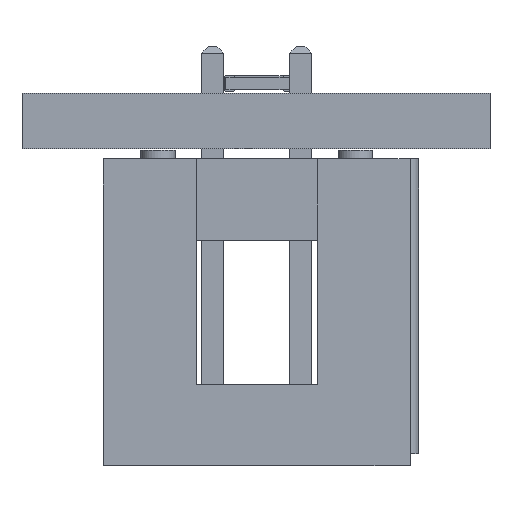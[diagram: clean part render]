
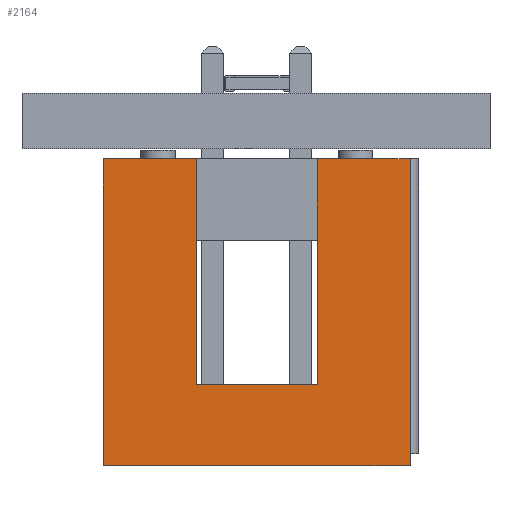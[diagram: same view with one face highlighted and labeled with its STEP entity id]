
A CAD part, front view. The second image highlights one B-rep face of the part: STEP entity #2164.
In plain terms, the highlighted face is planar.
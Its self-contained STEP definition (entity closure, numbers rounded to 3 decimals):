
#1941 = EDGE_CURVE('',#1942,#1944,#1946,.T.);
#1942 = VERTEX_POINT('',#1943);
#1943 = CARTESIAN_POINT('',(-3.155,5.1,0.25));
#1944 = VERTEX_POINT('',#1945);
#1945 = CARTESIAN_POINT('',(-3.155,5.1,9.1));
#1946 = SURFACE_CURVE('',#1947,(#1951,#1963),.PCURVE_S1.);
#1947 = LINE('',#1948,#1949);
#1948 = CARTESIAN_POINT('',(-3.155,5.1,0.25));
#1949 = VECTOR('',#1950,1.);
#1950 = DIRECTION('',(0.,0.,1.));
#1951 = PCURVE('',#1952,#1957);
#1952 = PLANE('',#1953);
#1953 = AXIS2_PLACEMENT_3D('',#1954,#1955,#1956);
#1954 = CARTESIAN_POINT('',(-3.155,-2.54,4.675));
#1955 = DIRECTION('',(-1.,-0.,-0.));
#1956 = DIRECTION('',(0.,0.,-1.));
#1957 = DEFINITIONAL_REPRESENTATION('',(#1958),#1962);
#1958 = LINE('',#1959,#1960);
#1959 = CARTESIAN_POINT('',(4.425,-7.64));
#1960 = VECTOR('',#1961,1.);
#1961 = DIRECTION('',(-1.,0.));
#1962 = ( GEOMETRIC_REPRESENTATION_CONTEXT(2) 
PARAMETRIC_REPRESENTATION_CONTEXT() REPRESENTATION_CONTEXT('2D SPACE',''
  ) );
#1963 = PCURVE('',#1964,#1969);
#1964 = PLANE('',#1965);
#1965 = AXIS2_PLACEMENT_3D('',#1966,#1967,#1968);
#1966 = CARTESIAN_POINT('',(1.27,5.1,4.675));
#1967 = DIRECTION('',(0.,1.,0.));
#1968 = DIRECTION('',(0.,-0.,1.));
#1969 = DEFINITIONAL_REPRESENTATION('',(#1970),#1974);
#1970 = LINE('',#1971,#1972);
#1971 = CARTESIAN_POINT('',(-4.425,-4.425));
#1972 = VECTOR('',#1973,1.);
#1973 = DIRECTION('',(1.,0.));
#1974 = ( GEOMETRIC_REPRESENTATION_CONTEXT(2) 
PARAMETRIC_REPRESENTATION_CONTEXT() REPRESENTATION_CONTEXT('2D SPACE',''
  ) );
#1992 = PLANE('',#1993);
#1993 = AXIS2_PLACEMENT_3D('',#1994,#1995,#1996);
#1994 = CARTESIAN_POINT('',(1.328,-2.54,0.25));
#1995 = DIRECTION('',(-0.,-0.,-1.));
#1996 = DIRECTION('',(-1.,0.,0.));
#2048 = PLANE('',#2049);
#2049 = AXIS2_PLACEMENT_3D('',#2050,#2051,#2052);
#2050 = CARTESIAN_POINT('',(1.27,-2.54,9.1));
#2051 = DIRECTION('',(0.,0.,1.));
#2052 = DIRECTION('',(0.,1.,0.));
#2164 = ADVANCED_FACE('',(#2165),#1964,.T.);
#2165 = FACE_BOUND('',#2166,.T.);
#2166 = EDGE_LOOP('',(#2167,#2197,#2220,#2248,#2276,#2304,#2325,#2326));
#2167 = ORIENTED_EDGE('',*,*,#2168,.F.);
#2168 = EDGE_CURVE('',#2169,#2171,#2173,.T.);
#2169 = VERTEX_POINT('',#2170);
#2170 = CARTESIAN_POINT('',(5.695,5.1,0.25));
#2171 = VERTEX_POINT('',#2172);
#2172 = CARTESIAN_POINT('',(5.695,5.1,9.1));
#2173 = SURFACE_CURVE('',#2174,(#2178,#2185),.PCURVE_S1.);
#2174 = LINE('',#2175,#2176);
#2175 = CARTESIAN_POINT('',(5.695,5.1,0.25));
#2176 = VECTOR('',#2177,1.);
#2177 = DIRECTION('',(0.,0.,1.));
#2178 = PCURVE('',#1964,#2179);
#2179 = DEFINITIONAL_REPRESENTATION('',(#2180),#2184);
#2180 = LINE('',#2181,#2182);
#2181 = CARTESIAN_POINT('',(-4.425,4.425));
#2182 = VECTOR('',#2183,1.);
#2183 = DIRECTION('',(1.,0.));
#2184 = ( GEOMETRIC_REPRESENTATION_CONTEXT(2) 
PARAMETRIC_REPRESENTATION_CONTEXT() REPRESENTATION_CONTEXT('2D SPACE',''
  ) );
#2185 = PCURVE('',#2186,#2191);
#2186 = PLANE('',#2187);
#2187 = AXIS2_PLACEMENT_3D('',#2188,#2189,#2190);
#2188 = CARTESIAN_POINT('',(5.695,-2.54,4.675));
#2189 = DIRECTION('',(1.,0.,0.));
#2190 = DIRECTION('',(0.,0.,1.));
#2191 = DEFINITIONAL_REPRESENTATION('',(#2192),#2196);
#2192 = LINE('',#2193,#2194);
#2193 = CARTESIAN_POINT('',(-4.425,-7.64));
#2194 = VECTOR('',#2195,1.);
#2195 = DIRECTION('',(1.,0.));
#2196 = ( GEOMETRIC_REPRESENTATION_CONTEXT(2) 
PARAMETRIC_REPRESENTATION_CONTEXT() REPRESENTATION_CONTEXT('2D SPACE',''
  ) );
#2197 = ORIENTED_EDGE('',*,*,#2198,.T.);
#2198 = EDGE_CURVE('',#2169,#2199,#2201,.T.);
#2199 = VERTEX_POINT('',#2200);
#2200 = CARTESIAN_POINT('',(3.02,5.1,0.25));
#2201 = SURFACE_CURVE('',#2202,(#2206,#2213),.PCURVE_S1.);
#2202 = LINE('',#2203,#2204);
#2203 = CARTESIAN_POINT('',(5.695,5.1,0.25));
#2204 = VECTOR('',#2205,1.);
#2205 = DIRECTION('',(-1.,0.,0.));
#2206 = PCURVE('',#1964,#2207);
#2207 = DEFINITIONAL_REPRESENTATION('',(#2208),#2212);
#2208 = LINE('',#2209,#2210);
#2209 = CARTESIAN_POINT('',(-4.425,4.425));
#2210 = VECTOR('',#2211,1.);
#2211 = DIRECTION('',(0.,-1.));
#2212 = ( GEOMETRIC_REPRESENTATION_CONTEXT(2) 
PARAMETRIC_REPRESENTATION_CONTEXT() REPRESENTATION_CONTEXT('2D SPACE',''
  ) );
#2213 = PCURVE('',#1992,#2214);
#2214 = DEFINITIONAL_REPRESENTATION('',(#2215),#2219);
#2215 = LINE('',#2216,#2217);
#2216 = CARTESIAN_POINT('',(-4.367,7.64));
#2217 = VECTOR('',#2218,1.);
#2218 = DIRECTION('',(1.,0.));
#2219 = ( GEOMETRIC_REPRESENTATION_CONTEXT(2) 
PARAMETRIC_REPRESENTATION_CONTEXT() REPRESENTATION_CONTEXT('2D SPACE',''
  ) );
#2220 = ORIENTED_EDGE('',*,*,#2221,.T.);
#2221 = EDGE_CURVE('',#2199,#2222,#2224,.T.);
#2222 = VERTEX_POINT('',#2223);
#2223 = CARTESIAN_POINT('',(3.02,5.1,6.75));
#2224 = SURFACE_CURVE('',#2225,(#2229,#2236),.PCURVE_S1.);
#2225 = LINE('',#2226,#2227);
#2226 = CARTESIAN_POINT('',(3.02,5.1,2.463));
#2227 = VECTOR('',#2228,1.);
#2228 = DIRECTION('',(0.,0.,1.));
#2229 = PCURVE('',#1964,#2230);
#2230 = DEFINITIONAL_REPRESENTATION('',(#2231),#2235);
#2231 = LINE('',#2232,#2233);
#2232 = CARTESIAN_POINT('',(-2.213,1.75));
#2233 = VECTOR('',#2234,1.);
#2234 = DIRECTION('',(1.,0.));
#2235 = ( GEOMETRIC_REPRESENTATION_CONTEXT(2) 
PARAMETRIC_REPRESENTATION_CONTEXT() REPRESENTATION_CONTEXT('2D SPACE',''
  ) );
#2236 = PCURVE('',#2237,#2242);
#2237 = PLANE('',#2238);
#2238 = AXIS2_PLACEMENT_3D('',#2239,#2240,#2241);
#2239 = CARTESIAN_POINT('',(3.02,3.85,0.25));
#2240 = DIRECTION('',(-1.,0.,0.));
#2241 = DIRECTION('',(0.,1.,0.));
#2242 = DEFINITIONAL_REPRESENTATION('',(#2243),#2247);
#2243 = LINE('',#2244,#2245);
#2244 = CARTESIAN_POINT('',(1.25,-2.213));
#2245 = VECTOR('',#2246,1.);
#2246 = DIRECTION('',(0.,-1.));
#2247 = ( GEOMETRIC_REPRESENTATION_CONTEXT(2) 
PARAMETRIC_REPRESENTATION_CONTEXT() REPRESENTATION_CONTEXT('2D SPACE',''
  ) );
#2248 = ORIENTED_EDGE('',*,*,#2249,.F.);
#2249 = EDGE_CURVE('',#2250,#2222,#2252,.T.);
#2250 = VERTEX_POINT('',#2251);
#2251 = CARTESIAN_POINT('',(-0.48,5.1,6.75));
#2252 = SURFACE_CURVE('',#2253,(#2257,#2264),.PCURVE_S1.);
#2253 = LINE('',#2254,#2255);
#2254 = CARTESIAN_POINT('',(1.27,5.1,6.75));
#2255 = VECTOR('',#2256,1.);
#2256 = DIRECTION('',(1.,0.,0.));
#2257 = PCURVE('',#1964,#2258);
#2258 = DEFINITIONAL_REPRESENTATION('',(#2259),#2263);
#2259 = LINE('',#2260,#2261);
#2260 = CARTESIAN_POINT('',(2.075,0.));
#2261 = VECTOR('',#2262,1.);
#2262 = DIRECTION('',(0.,1.));
#2263 = ( GEOMETRIC_REPRESENTATION_CONTEXT(2) 
PARAMETRIC_REPRESENTATION_CONTEXT() REPRESENTATION_CONTEXT('2D SPACE',''
  ) );
#2264 = PCURVE('',#2265,#2270);
#2265 = PLANE('',#2266);
#2266 = AXIS2_PLACEMENT_3D('',#2267,#2268,#2269);
#2267 = CARTESIAN_POINT('',(1.27,5.1,6.75));
#2268 = DIRECTION('',(0.,0.,1.));
#2269 = DIRECTION('',(1.,0.,-0.));
#2270 = DEFINITIONAL_REPRESENTATION('',(#2271),#2275);
#2271 = LINE('',#2272,#2273);
#2272 = CARTESIAN_POINT('',(0.,0.));
#2273 = VECTOR('',#2274,1.);
#2274 = DIRECTION('',(1.,0.));
#2275 = ( GEOMETRIC_REPRESENTATION_CONTEXT(2) 
PARAMETRIC_REPRESENTATION_CONTEXT() REPRESENTATION_CONTEXT('2D SPACE',''
  ) );
#2276 = ORIENTED_EDGE('',*,*,#2277,.T.);
#2277 = EDGE_CURVE('',#2250,#2278,#2280,.T.);
#2278 = VERTEX_POINT('',#2279);
#2279 = CARTESIAN_POINT('',(-0.48,5.1,0.25));
#2280 = SURFACE_CURVE('',#2281,(#2285,#2292),.PCURVE_S1.);
#2281 = LINE('',#2282,#2283);
#2282 = CARTESIAN_POINT('',(-0.48,5.1,2.463));
#2283 = VECTOR('',#2284,1.);
#2284 = DIRECTION('',(0.,0.,-1.));
#2285 = PCURVE('',#1964,#2286);
#2286 = DEFINITIONAL_REPRESENTATION('',(#2287),#2291);
#2287 = LINE('',#2288,#2289);
#2288 = CARTESIAN_POINT('',(-2.213,-1.75));
#2289 = VECTOR('',#2290,1.);
#2290 = DIRECTION('',(-1.,0.));
#2291 = ( GEOMETRIC_REPRESENTATION_CONTEXT(2) 
PARAMETRIC_REPRESENTATION_CONTEXT() REPRESENTATION_CONTEXT('2D SPACE',''
  ) );
#2292 = PCURVE('',#2293,#2298);
#2293 = PLANE('',#2294);
#2294 = AXIS2_PLACEMENT_3D('',#2295,#2296,#2297);
#2295 = CARTESIAN_POINT('',(-0.48,6.35,0.25));
#2296 = DIRECTION('',(1.,0.,0.));
#2297 = DIRECTION('',(0.,-1.,0.));
#2298 = DEFINITIONAL_REPRESENTATION('',(#2299),#2303);
#2299 = LINE('',#2300,#2301);
#2300 = CARTESIAN_POINT('',(1.25,-2.213));
#2301 = VECTOR('',#2302,1.);
#2302 = DIRECTION('',(0.,1.));
#2303 = ( GEOMETRIC_REPRESENTATION_CONTEXT(2) 
PARAMETRIC_REPRESENTATION_CONTEXT() REPRESENTATION_CONTEXT('2D SPACE',''
  ) );
#2304 = ORIENTED_EDGE('',*,*,#2305,.T.);
#2305 = EDGE_CURVE('',#2278,#1942,#2306,.T.);
#2306 = SURFACE_CURVE('',#2307,(#2311,#2318),.PCURVE_S1.);
#2307 = LINE('',#2308,#2309);
#2308 = CARTESIAN_POINT('',(5.695,5.1,0.25));
#2309 = VECTOR('',#2310,1.);
#2310 = DIRECTION('',(-1.,0.,0.));
#2311 = PCURVE('',#1964,#2312);
#2312 = DEFINITIONAL_REPRESENTATION('',(#2313),#2317);
#2313 = LINE('',#2314,#2315);
#2314 = CARTESIAN_POINT('',(-4.425,4.425));
#2315 = VECTOR('',#2316,1.);
#2316 = DIRECTION('',(0.,-1.));
#2317 = ( GEOMETRIC_REPRESENTATION_CONTEXT(2) 
PARAMETRIC_REPRESENTATION_CONTEXT() REPRESENTATION_CONTEXT('2D SPACE',''
  ) );
#2318 = PCURVE('',#1992,#2319);
#2319 = DEFINITIONAL_REPRESENTATION('',(#2320),#2324);
#2320 = LINE('',#2321,#2322);
#2321 = CARTESIAN_POINT('',(-4.367,7.64));
#2322 = VECTOR('',#2323,1.);
#2323 = DIRECTION('',(1.,0.));
#2324 = ( GEOMETRIC_REPRESENTATION_CONTEXT(2) 
PARAMETRIC_REPRESENTATION_CONTEXT() REPRESENTATION_CONTEXT('2D SPACE',''
  ) );
#2325 = ORIENTED_EDGE('',*,*,#1941,.T.);
#2326 = ORIENTED_EDGE('',*,*,#2327,.F.);
#2327 = EDGE_CURVE('',#2171,#1944,#2328,.T.);
#2328 = SURFACE_CURVE('',#2329,(#2333,#2340),.PCURVE_S1.);
#2329 = LINE('',#2330,#2331);
#2330 = CARTESIAN_POINT('',(5.695,5.1,9.1));
#2331 = VECTOR('',#2332,1.);
#2332 = DIRECTION('',(-1.,0.,0.));
#2333 = PCURVE('',#1964,#2334);
#2334 = DEFINITIONAL_REPRESENTATION('',(#2335),#2339);
#2335 = LINE('',#2336,#2337);
#2336 = CARTESIAN_POINT('',(4.425,4.425));
#2337 = VECTOR('',#2338,1.);
#2338 = DIRECTION('',(0.,-1.));
#2339 = ( GEOMETRIC_REPRESENTATION_CONTEXT(2) 
PARAMETRIC_REPRESENTATION_CONTEXT() REPRESENTATION_CONTEXT('2D SPACE',''
  ) );
#2340 = PCURVE('',#2048,#2341);
#2341 = DEFINITIONAL_REPRESENTATION('',(#2342),#2346);
#2342 = LINE('',#2343,#2344);
#2343 = CARTESIAN_POINT('',(7.64,-4.425));
#2344 = VECTOR('',#2345,1.);
#2345 = DIRECTION('',(0.,1.));
#2346 = ( GEOMETRIC_REPRESENTATION_CONTEXT(2) 
PARAMETRIC_REPRESENTATION_CONTEXT() REPRESENTATION_CONTEXT('2D SPACE',''
  ) );
